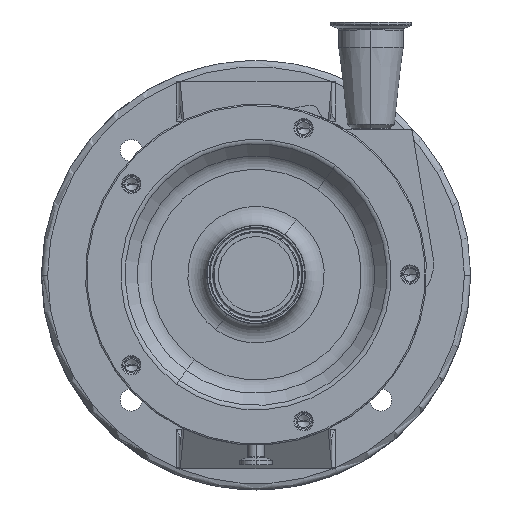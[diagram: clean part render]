
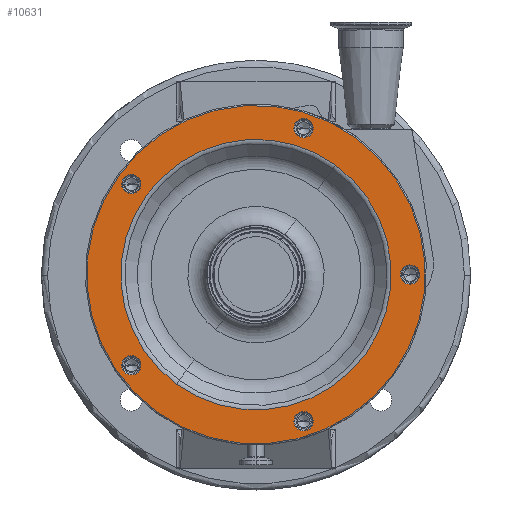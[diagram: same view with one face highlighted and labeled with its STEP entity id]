
A CAD part, top view. The second image highlights one B-rep face of the part: STEP entity #10631.
In plain terms, the highlighted planar face has unit normal (0, 0, 1).
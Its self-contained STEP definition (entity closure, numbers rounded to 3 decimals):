
#91 = ORIENTED_EDGE ( 'NONE', *, *, #10055, .F. ) ;
#101 = CARTESIAN_POINT ( 'NONE',  ( 37.7, 116.029, 81. ) ) ;
#243 = AXIS2_PLACEMENT_3D ( 'NONE', #9274, #9342, #327 ) ;
#327 = DIRECTION ( 'NONE',  ( -0.588, -0.809, 0. ) ) ;
#329 = CARTESIAN_POINT ( 'NONE',  ( 33.207, 109.845, 81. ) ) ;
#342 = EDGE_CURVE ( 'NONE', #2264, #11153, #11003, .T. ) ;
#367 = VERTEX_POINT ( 'NONE', #9418 ) ;
#529 = EDGE_CURVE ( 'NONE', #3021, #11846, #6192, .T. ) ;
#546 = AXIS2_PLACEMENT_3D ( 'NONE', #924, #11678, #2795 ) ;
#619 = FACE_BOUND ( 'NONE', #3745, .T. ) ;
#662 = ORIENTED_EDGE ( 'NONE', *, *, #925, .T. ) ;
#780 = AXIS2_PLACEMENT_3D ( 'NONE', #7720, #3650, #3856 ) ;
#825 = DIRECTION ( 'NONE',  ( 0., 0., -1. ) ) ;
#924 = CARTESIAN_POINT ( 'NONE',  ( 37.7, -116.029, 81. ) ) ;
#925 = EDGE_CURVE ( 'NONE', #9221, #2009, #11023, .T. ) ;
#957 = DIRECTION ( 'NONE',  ( -0.588, -0.809, 0. ) ) ;
#1137 = EDGE_CURVE ( 'NONE', #367, #9604, #2643, .T. ) ;
#1156 = EDGE_CURVE ( 'NONE', #2009, #9221, #1369, .T. ) ;
#1268 = EDGE_CURVE ( 'NONE', #7790, #2952, #2226, .T. ) ;
#1331 = DIRECTION ( 'NONE',  ( -0.588, -0.809, 0. ) ) ;
#1369 = CIRCLE ( 'NONE', #11889, 7.644 ) ;
#1699 = CARTESIAN_POINT ( 'NONE',  ( -94.207, -65.526, 81. ) ) ;
#1862 = DIRECTION ( 'NONE',  ( 0., 0., -1. ) ) ;
#2009 = VERTEX_POINT ( 'NONE', #1699 ) ;
#2180 = EDGE_CURVE ( 'NONE', #11233, #8368, #6404, .T. ) ;
#2226 = CIRCLE ( 'NONE', #780, 7.644 ) ;
#2264 = VERTEX_POINT ( 'NONE', #329 ) ;
#2433 = FACE_BOUND ( 'NONE', #3039, .T. ) ;
#2631 = DIRECTION ( 'NONE',  ( -0.588, -0.809, 0. ) ) ;
#2643 = CIRCLE ( 'NONE', #10810, 7.644 ) ;
#2676 = EDGE_LOOP ( 'NONE', ( #91, #11075 ) ) ;
#2795 = DIRECTION ( 'NONE',  ( -0.588, -0.809, 0. ) ) ;
#2801 = DIRECTION ( 'NONE',  ( -0.588, -0.809, 0. ) ) ;
#2813 = DIRECTION ( 'NONE',  ( -0.588, -0.809, 0. ) ) ;
#2952 = VERTEX_POINT ( 'NONE', #7228 ) ;
#3021 = VERTEX_POINT ( 'NONE', #11377 ) ;
#3026 = CARTESIAN_POINT ( 'NONE',  ( -103.193, 65.526, 81. ) ) ;
#3039 = EDGE_LOOP ( 'NONE', ( #11831, #662 ) ) ;
#3216 = CIRCLE ( 'NONE', #5964, 134. ) ;
#3341 = CIRCLE ( 'NONE', #6700, 7.644 ) ;
#3454 = AXIS2_PLACEMENT_3D ( 'NONE', #12829, #1862, #957 ) ;
#3475 = AXIS2_PLACEMENT_3D ( 'NONE', #11898, #11025, #2813 ) ;
#3650 = DIRECTION ( 'NONE',  ( 0., 0., -1. ) ) ;
#3739 = DIRECTION ( 'NONE',  ( -0.588, -0.809, 0. ) ) ;
#3745 = EDGE_LOOP ( 'NONE', ( #6553, #7809 ) ) ;
#3763 = CARTESIAN_POINT ( 'NONE',  ( -62.935, -86.622, 81. ) ) ;
#3822 = CIRCLE ( 'NONE', #10107, 7.644 ) ;
#3856 = DIRECTION ( 'NONE',  ( -0.588, -0.809, 0. ) ) ;
#3896 = CARTESIAN_POINT ( 'NONE',  ( 0., 0., 81. ) ) ;
#4468 = FACE_BOUND ( 'NONE', #6917, .T. ) ;
#4654 = ORIENTED_EDGE ( 'NONE', *, *, #1137, .T. ) ;
#4705 = EDGE_LOOP ( 'NONE', ( #9766, #8397 ) ) ;
#4762 = EDGE_LOOP ( 'NONE', ( #4654, #12005 ) ) ;
#4801 = EDGE_CURVE ( 'NONE', #2952, #7790, #3341, .T. ) ;
#4808 = DIRECTION ( 'NONE',  ( -0.588, -0.809, 0. ) ) ;
#4943 = CARTESIAN_POINT ( 'NONE',  ( -78.763, -108.408, 81. ) ) ;
#4950 = VERTEX_POINT ( 'NONE', #10522 ) ;
#5014 = DIRECTION ( 'NONE',  ( 0., 0., -1. ) ) ;
#5073 = DIRECTION ( 'NONE',  ( -0.588, -0.809, 0. ) ) ;
#5150 = AXIS2_PLACEMENT_3D ( 'NONE', #3896, #5014, #5073 ) ;
#5221 = CARTESIAN_POINT ( 'NONE',  ( 0., 0., 81. ) ) ;
#5840 = CARTESIAN_POINT ( 'NONE',  ( 42.193, 122.213, 81. ) ) ;
#5916 = CARTESIAN_POINT ( 'NONE',  ( -98.7, 71.71, 81. ) ) ;
#5964 = AXIS2_PLACEMENT_3D ( 'NONE', #5221, #10273, #9216 ) ;
#6053 = DIRECTION ( 'NONE',  ( -0.588, -0.809, 0. ) ) ;
#6135 = ORIENTED_EDGE ( 'NONE', *, *, #8510, .T. ) ;
#6192 = CIRCLE ( 'NONE', #546, 7.644 ) ;
#6375 = CARTESIAN_POINT ( 'NONE',  ( 37.7, -116.029, 81. ) ) ;
#6404 = CIRCLE ( 'NONE', #3475, 107.071 ) ;
#6443 = DIRECTION ( 'NONE',  ( 0., 0., -1. ) ) ;
#6553 = ORIENTED_EDGE ( 'NONE', *, *, #12694, .T. ) ;
#6568 = DIRECTION ( 'NONE',  ( 0., 0., -1. ) ) ;
#6678 = DIRECTION ( 'NONE',  ( 0., 0., -1. ) ) ;
#6700 = AXIS2_PLACEMENT_3D ( 'NONE', #11278, #11757, #2801 ) ;
#6882 = DIRECTION ( 'NONE',  ( 0., 0., -1. ) ) ;
#6917 = EDGE_LOOP ( 'NONE', ( #10271, #11483 ) ) ;
#7004 = AXIS2_PLACEMENT_3D ( 'NONE', #101, #11029, #6053 ) ;
#7173 = ORIENTED_EDGE ( 'NONE', *, *, #342, .T. ) ;
#7228 = CARTESIAN_POINT ( 'NONE',  ( 117.507, -6.184, 81. ) ) ;
#7540 = EDGE_CURVE ( 'NONE', #8368, #11233, #8797, .T. ) ;
#7720 = CARTESIAN_POINT ( 'NONE',  ( 122., 0., 81. ) ) ;
#7790 = VERTEX_POINT ( 'NONE', #10940 ) ;
#7803 = CIRCLE ( 'NONE', #12632, 7.644 ) ;
#7805 = CARTESIAN_POINT ( 'NONE',  ( -98.7, -71.71, 81. ) ) ;
#7809 = ORIENTED_EDGE ( 'NONE', *, *, #529, .T. ) ;
#7950 = EDGE_LOOP ( 'NONE', ( #6135, #7173 ) ) ;
#8271 = CIRCLE ( 'NONE', #5150, 134. ) ;
#8368 = VERTEX_POINT ( 'NONE', #10094 ) ;
#8397 = ORIENTED_EDGE ( 'NONE', *, *, #4801, .T. ) ;
#8455 = FACE_BOUND ( 'NONE', #4762, .T. ) ;
#8510 = EDGE_CURVE ( 'NONE', #11153, #2264, #7803, .T. ) ;
#8593 = FACE_OUTER_BOUND ( 'NONE', #2676, .T. ) ;
#8797 = CIRCLE ( 'NONE', #243, 107.071 ) ;
#9076 = CARTESIAN_POINT ( 'NONE',  ( -103.193, -77.894, 81. ) ) ;
#9095 = AXIS2_PLACEMENT_3D ( 'NONE', #11643, #12418, #2631 ) ;
#9216 = DIRECTION ( 'NONE',  ( -0.588, -0.809, 0. ) ) ;
#9221 = VERTEX_POINT ( 'NONE', #9076 ) ;
#9274 = CARTESIAN_POINT ( 'NONE',  ( 0., 0., 81. ) ) ;
#9342 = DIRECTION ( 'NONE',  ( 0., 0., -1. ) ) ;
#9418 = CARTESIAN_POINT ( 'NONE',  ( -94.207, 77.894, 81. ) ) ;
#9604 = VERTEX_POINT ( 'NONE', #3026 ) ;
#9766 = ORIENTED_EDGE ( 'NONE', *, *, #1268, .T. ) ;
#9782 = CARTESIAN_POINT ( 'NONE',  ( 37.7, 116.029, 81. ) ) ;
#10055 = EDGE_CURVE ( 'NONE', #11409, #4950, #3216, .T. ) ;
#10094 = CARTESIAN_POINT ( 'NONE',  ( 62.935, 86.622, 81. ) ) ;
#10096 = CIRCLE ( 'NONE', #11152, 7.644 ) ;
#10107 = AXIS2_PLACEMENT_3D ( 'NONE', #10645, #6568, #11584 ) ;
#10271 = ORIENTED_EDGE ( 'NONE', *, *, #2180, .T. ) ;
#10273 = DIRECTION ( 'NONE',  ( 0., 0., -1. ) ) ;
#10522 = CARTESIAN_POINT ( 'NONE',  ( 78.763, 108.408, 81. ) ) ;
#10631 = ADVANCED_FACE ( 'NONE', ( #11433, #10694, #619, #2433, #8455, #8593, #4468 ), #12485, .F. ) ;
#10645 = CARTESIAN_POINT ( 'NONE',  ( -98.7, 71.71, 81. ) ) ;
#10694 = FACE_BOUND ( 'NONE', #4705, .T. ) ;
#10810 = AXIS2_PLACEMENT_3D ( 'NONE', #5916, #6882, #11770 ) ;
#10940 = CARTESIAN_POINT ( 'NONE',  ( 126.493, 6.184, 81. ) ) ;
#11003 = CIRCLE ( 'NONE', #7004, 7.644 ) ;
#11023 = CIRCLE ( 'NONE', #3454, 7.644 ) ;
#11025 = DIRECTION ( 'NONE',  ( 0., 0., -1. ) ) ;
#11029 = DIRECTION ( 'NONE',  ( 0., 0., -1. ) ) ;
#11075 = ORIENTED_EDGE ( 'NONE', *, *, #11448, .F. ) ;
#11152 = AXIS2_PLACEMENT_3D ( 'NONE', #6375, #6443, #1331 ) ;
#11153 = VERTEX_POINT ( 'NONE', #5840 ) ;
#11233 = VERTEX_POINT ( 'NONE', #3763 ) ;
#11278 = CARTESIAN_POINT ( 'NONE',  ( 122., 0., 81. ) ) ;
#11377 = CARTESIAN_POINT ( 'NONE',  ( 33.207, -122.213, 81. ) ) ;
#11409 = VERTEX_POINT ( 'NONE', #4943 ) ;
#11433 = FACE_BOUND ( 'NONE', #7950, .T. ) ;
#11448 = EDGE_CURVE ( 'NONE', #4950, #11409, #8271, .T. ) ;
#11483 = ORIENTED_EDGE ( 'NONE', *, *, #7540, .T. ) ;
#11584 = DIRECTION ( 'NONE',  ( -0.588, -0.809, 0. ) ) ;
#11643 = CARTESIAN_POINT ( 'NONE',  ( -108.408, 78.763, 81. ) ) ;
#11678 = DIRECTION ( 'NONE',  ( 0., 0., -1. ) ) ;
#11757 = DIRECTION ( 'NONE',  ( 0., 0., -1. ) ) ;
#11770 = DIRECTION ( 'NONE',  ( -0.588, -0.809, 0. ) ) ;
#11831 = ORIENTED_EDGE ( 'NONE', *, *, #1156, .T. ) ;
#11846 = VERTEX_POINT ( 'NONE', #12175 ) ;
#11889 = AXIS2_PLACEMENT_3D ( 'NONE', #7805, #6678, #3739 ) ;
#11898 = CARTESIAN_POINT ( 'NONE',  ( 0., 0., 81. ) ) ;
#12005 = ORIENTED_EDGE ( 'NONE', *, *, #12819, .T. ) ;
#12175 = CARTESIAN_POINT ( 'NONE',  ( 42.193, -109.845, 81. ) ) ;
#12418 = DIRECTION ( 'NONE',  ( 0., 0., -1. ) ) ;
#12485 = PLANE ( 'NONE',  #9095 ) ;
#12632 = AXIS2_PLACEMENT_3D ( 'NONE', #9782, #825, #4808 ) ;
#12694 = EDGE_CURVE ( 'NONE', #11846, #3021, #10096, .T. ) ;
#12819 = EDGE_CURVE ( 'NONE', #9604, #367, #3822, .T. ) ;
#12829 = CARTESIAN_POINT ( 'NONE',  ( -98.7, -71.71, 81. ) ) ;
